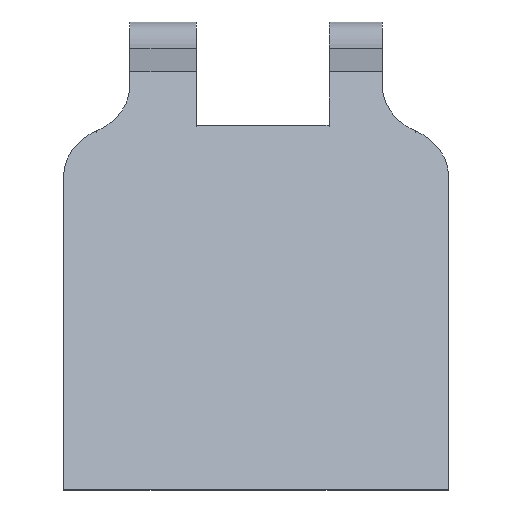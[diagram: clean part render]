
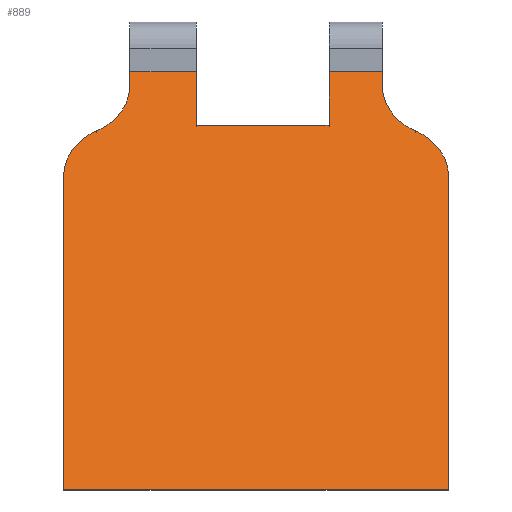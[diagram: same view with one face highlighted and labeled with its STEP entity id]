
A CAD part, top view. The second image highlights one B-rep face of the part: STEP entity #889.
In plain terms, the highlighted planar face has unit normal (0, 0.76, 0.65).
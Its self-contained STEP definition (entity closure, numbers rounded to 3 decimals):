
#28=ELLIPSE('',#979,11.845,9.);
#30=ELLIPSE('',#982,11.845,9.);
#31=ELLIPSE('',#984,11.845,9.);
#32=ELLIPSE('',#987,11.845,9.);
#104=FACE_OUTER_BOUND('',#151,.T.);
#151=EDGE_LOOP('',(#730,#731,#732,#733,#734,#735,#736,#737,#738,#739,#740,
#741,#742,#743));
#202=LINE('',#1336,#295);
#211=LINE('',#1371,#304);
#226=LINE('',#1414,#319);
#243=LINE('',#1478,#336);
#245=LINE('',#1482,#338);
#246=LINE('',#1484,#339);
#247=LINE('',#1486,#340);
#248=LINE('',#1487,#341);
#249=LINE('',#1491,#342);
#250=LINE('',#1492,#343);
#295=VECTOR('',#1068,10.);
#304=VECTOR('',#1097,10.);
#319=VECTOR('',#1138,10.);
#336=VECTOR('',#1195,10.);
#338=VECTOR('',#1199,10.);
#339=VECTOR('',#1200,10.);
#340=VECTOR('',#1201,10.);
#341=VECTOR('',#1202,10.);
#342=VECTOR('',#1205,10.);
#343=VECTOR('',#1206,10.);
#386=VERTEX_POINT('',#1333);
#387=VERTEX_POINT('',#1335);
#402=VERTEX_POINT('',#1368);
#403=VERTEX_POINT('',#1370);
#418=VERTEX_POINT('',#1413);
#430=VERTEX_POINT('',#1464);
#431=VERTEX_POINT('',#1469);
#432=VERTEX_POINT('',#1473);
#433=VERTEX_POINT('',#1477);
#434=VERTEX_POINT('',#1481);
#435=VERTEX_POINT('',#1483);
#436=VERTEX_POINT('',#1485);
#437=VERTEX_POINT('',#1488);
#438=VERTEX_POINT('',#1490);
#481=EDGE_CURVE('',#387,#386,#202,.T.);
#498=EDGE_CURVE('',#403,#402,#211,.T.);
#520=EDGE_CURVE('',#387,#418,#226,.T.);
#541=EDGE_CURVE('',#403,#430,#28,.T.);
#545=EDGE_CURVE('',#386,#431,#30,.F.);
#546=EDGE_CURVE('',#430,#432,#31,.T.);
#548=EDGE_CURVE('',#432,#433,#243,.T.);
#550=EDGE_CURVE('',#402,#434,#245,.T.);
#551=EDGE_CURVE('',#435,#434,#246,.T.);
#552=EDGE_CURVE('',#436,#435,#247,.T.);
#553=EDGE_CURVE('',#418,#436,#248,.T.);
#554=EDGE_CURVE('',#437,#431,#32,.T.);
#555=EDGE_CURVE('',#438,#437,#249,.T.);
#556=EDGE_CURVE('',#438,#433,#250,.T.);
#730=ORIENTED_EDGE('',*,*,#498,.T.);
#731=ORIENTED_EDGE('',*,*,#550,.T.);
#732=ORIENTED_EDGE('',*,*,#551,.F.);
#733=ORIENTED_EDGE('',*,*,#552,.F.);
#734=ORIENTED_EDGE('',*,*,#553,.F.);
#735=ORIENTED_EDGE('',*,*,#520,.F.);
#736=ORIENTED_EDGE('',*,*,#481,.T.);
#737=ORIENTED_EDGE('',*,*,#545,.T.);
#738=ORIENTED_EDGE('',*,*,#554,.F.);
#739=ORIENTED_EDGE('',*,*,#555,.F.);
#740=ORIENTED_EDGE('',*,*,#556,.T.);
#741=ORIENTED_EDGE('',*,*,#548,.F.);
#742=ORIENTED_EDGE('',*,*,#546,.F.);
#743=ORIENTED_EDGE('',*,*,#541,.F.);
#851=PLANE('',#986);
#889=ADVANCED_FACE('',(#104),#851,.T.);
#979=AXIS2_PLACEMENT_3D('',#1465,#1178,#1179);
#982=AXIS2_PLACEMENT_3D('',#1471,#1186,#1187);
#984=AXIS2_PLACEMENT_3D('',#1474,#1190,#1191);
#986=AXIS2_PLACEMENT_3D('',#1480,#1197,#1198);
#987=AXIS2_PLACEMENT_3D('',#1489,#1203,#1204);
#1068=DIRECTION('',(0.,-0.65,0.76));
#1097=DIRECTION('',(0.,0.65,-0.76));
#1138=DIRECTION('',(1.,0.,0.));
#1178=DIRECTION('center_axis',(0.,0.76,0.65));
#1179=DIRECTION('ref_axis',(0.,0.65,-0.76));
#1186=DIRECTION('center_axis',(0.,0.76,0.65));
#1187=DIRECTION('ref_axis',(0.,0.65,-0.76));
#1190=DIRECTION('center_axis',(0.,-0.76,-0.65));
#1191=DIRECTION('ref_axis',(0.,0.65,-0.76));
#1195=DIRECTION('',(0.,-0.65,0.76));
#1197=DIRECTION('center_axis',(0.,0.76,0.65));
#1198=DIRECTION('ref_axis',(0.,-0.65,0.76));
#1199=DIRECTION('',(-1.,0.,0.));
#1200=DIRECTION('',(0.,0.65,-0.76));
#1201=DIRECTION('',(1.,0.,0.));
#1202=DIRECTION('',(0.,-0.65,0.76));
#1203=DIRECTION('center_axis',(0.,-0.76,-0.65));
#1204=DIRECTION('ref_axis',(0.,0.65,-0.76));
#1205=DIRECTION('',(0.,0.65,-0.76));
#1206=DIRECTION('',(1.,0.,0.));
#1333=CARTESIAN_POINT('',(10.,61.116,-68.219));
#1335=CARTESIAN_POINT('',(10.,63.162,-70.61));
#1336=CARTESIAN_POINT('',(10.,61.951,-69.195));
#1368=CARTESIAN_POINT('',(48.,63.162,-70.61));
#1370=CARTESIAN_POINT('',(48.,61.116,-68.219));
#1371=CARTESIAN_POINT('',(48.,61.951,-69.195));
#1413=CARTESIAN_POINT('',(20.,63.162,-70.61));
#1414=CARTESIAN_POINT('',(0.,63.162,-70.61));
#1464=CARTESIAN_POINT('',(53.,54.216,-60.157));
#1465=CARTESIAN_POINT('Origin',(57.,61.116,-68.219));
#1469=CARTESIAN_POINT('',(5.,54.216,-60.157));
#1471=CARTESIAN_POINT('Origin',(1.,61.116,-68.219));
#1473=CARTESIAN_POINT('',(58.,47.317,-52.094));
#1474=CARTESIAN_POINT('Origin',(49.,47.317,-52.094));
#1477=CARTESIAN_POINT('',(58.,0.,3.2));
#1478=CARTESIAN_POINT('',(58.,63.162,-70.61));
#1480=CARTESIAN_POINT('Origin',(0.,63.162,-70.61));
#1481=CARTESIAN_POINT('',(40.,63.162,-70.61));
#1482=CARTESIAN_POINT('',(58.,63.162,-70.61));
#1483=CARTESIAN_POINT('',(40.,55.019,-61.094));
#1484=CARTESIAN_POINT('',(40.,63.162,-70.61));
#1485=CARTESIAN_POINT('',(20.,55.019,-61.094));
#1486=CARTESIAN_POINT('',(20.,55.019,-61.094));
#1487=CARTESIAN_POINT('',(20.,0.,3.2));
#1488=CARTESIAN_POINT('',(0.,47.317,-52.094));
#1489=CARTESIAN_POINT('Origin',(9.,47.317,-52.094));
#1490=CARTESIAN_POINT('',(0.,0.,3.2));
#1491=CARTESIAN_POINT('',(0.,0.,3.2));
#1492=CARTESIAN_POINT('',(0.,0.,3.2));
